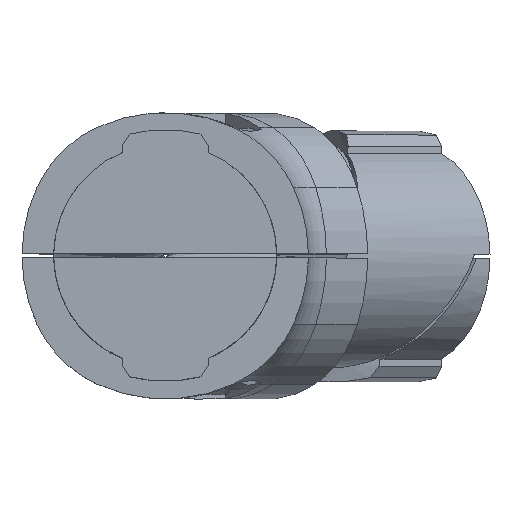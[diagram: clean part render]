
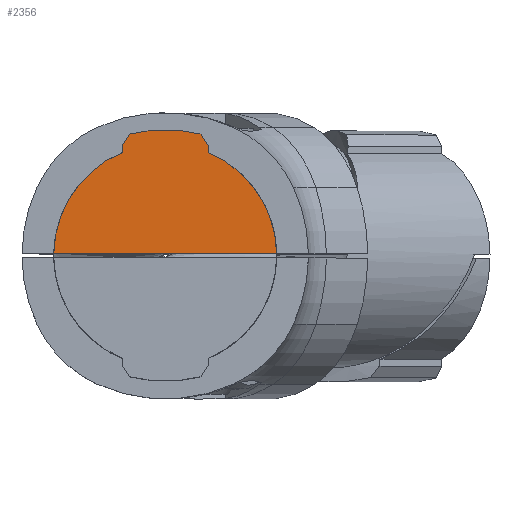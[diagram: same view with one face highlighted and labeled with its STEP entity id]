
A CAD part, top view. The second image highlights one B-rep face of the part: STEP entity #2356.
In plain terms, the highlighted planar face has unit normal (0, 0, 1).
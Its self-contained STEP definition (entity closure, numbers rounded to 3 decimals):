
#278=FACE_OUTER_BOUND('',#423,.T.);
#423=EDGE_LOOP('',(#1734,#1735,#1736,#1737,#1738,#1739,#1740,#1741));
#576=LINE('',#3861,#726);
#577=LINE('',#3863,#727);
#578=LINE('',#3865,#728);
#579=LINE('',#3869,#729);
#580=LINE('',#3870,#730);
#726=VECTOR('',#2893,21.796);
#727=VECTOR('',#2894,0.7);
#728=VECTOR('',#2895,1.31);
#729=VECTOR('',#2898,1.31);
#730=VECTOR('',#2899,0.7);
#864=CIRCLE('',#2534,10.9);
#866=CIRCLE('',#2537,10.9);
#867=CIRCLE('',#2539,14.3);
#992=VERTEX_POINT('',#3817);
#994=VERTEX_POINT('',#3826);
#999=VERTEX_POINT('',#3855);
#1000=VERTEX_POINT('',#3857);
#1001=VERTEX_POINT('',#3862);
#1002=VERTEX_POINT('',#3864);
#1003=VERTEX_POINT('',#3866);
#1004=VERTEX_POINT('',#3868);
#1266=EDGE_CURVE('',#992,#994,#864,.T.);
#1271=EDGE_CURVE('',#1000,#999,#866,.T.);
#1273=EDGE_CURVE('',#999,#992,#576,.T.);
#1274=EDGE_CURVE('',#994,#1001,#577,.T.);
#1275=EDGE_CURVE('',#1001,#1002,#578,.T.);
#1276=EDGE_CURVE('',#1002,#1003,#867,.T.);
#1277=EDGE_CURVE('',#1003,#1004,#579,.T.);
#1278=EDGE_CURVE('',#1004,#1000,#580,.T.);
#1734=ORIENTED_EDGE('',*,*,#1273,.T.);
#1735=ORIENTED_EDGE('',*,*,#1266,.T.);
#1736=ORIENTED_EDGE('',*,*,#1274,.T.);
#1737=ORIENTED_EDGE('',*,*,#1275,.T.);
#1738=ORIENTED_EDGE('',*,*,#1276,.T.);
#1739=ORIENTED_EDGE('',*,*,#1277,.T.);
#1740=ORIENTED_EDGE('',*,*,#1278,.T.);
#1741=ORIENTED_EDGE('',*,*,#1271,.T.);
#2267=PLANE('',#2538);
#2356=ADVANCED_FACE('',(#278),#2267,.T.);
#2534=AXIS2_PLACEMENT_3D('',#3828,#2881,#2882);
#2537=AXIS2_PLACEMENT_3D('',#3858,#2888,#2889);
#2538=AXIS2_PLACEMENT_3D('',#3860,#2891,#2892);
#2539=AXIS2_PLACEMENT_3D('',#3867,#2896,#2897);
#2881=DIRECTION('center_axis',(0.,0.,1.));
#2882=DIRECTION('ref_axis',(1.,0.018,0.));
#2888=DIRECTION('center_axis',(0.,0.,1.));
#2889=DIRECTION('ref_axis',(-0.385,0.923,0.));
#2891=DIRECTION('center_axis',(0.,0.,1.));
#2892=DIRECTION('ref_axis',(-1.,0.,0.));
#2893=DIRECTION('',(1.,0.,0.));
#2894=DIRECTION('',(0.,1.,0.));
#2895=DIRECTION('',(-0.535,0.845,0.));
#2896=DIRECTION('center_axis',(0.,0.,1.));
#2897=DIRECTION('ref_axis',(0.245,0.97,0.));
#2898=DIRECTION('',(-0.535,-0.845,0.));
#2899=DIRECTION('',(0.,-1.,0.));
#3817=CARTESIAN_POINT('',(10.898,0.2,34.));
#3826=CARTESIAN_POINT('',(4.2,10.058,34.));
#3828=CARTESIAN_POINT('Origin',(0.,0.,34.));
#3855=CARTESIAN_POINT('',(-10.898,0.2,34.));
#3857=CARTESIAN_POINT('',(-4.2,10.058,34.));
#3858=CARTESIAN_POINT('Origin',(0.,0.,34.));
#3860=CARTESIAN_POINT('Origin',(0.,0.,34.));
#3861=CARTESIAN_POINT('',(-10.898,0.2,34.));
#3862=CARTESIAN_POINT('',(4.2,10.758,34.));
#3863=CARTESIAN_POINT('',(4.2,10.058,34.));
#3864=CARTESIAN_POINT('',(3.5,11.865,34.));
#3865=CARTESIAN_POINT('',(4.2,10.758,34.));
#3866=CARTESIAN_POINT('',(-3.5,11.865,34.));
#3867=CARTESIAN_POINT('Origin',(0.,-2.,34.));
#3868=CARTESIAN_POINT('',(-4.2,10.758,34.));
#3869=CARTESIAN_POINT('',(-3.5,11.865,34.));
#3870=CARTESIAN_POINT('',(-4.2,10.758,34.));
